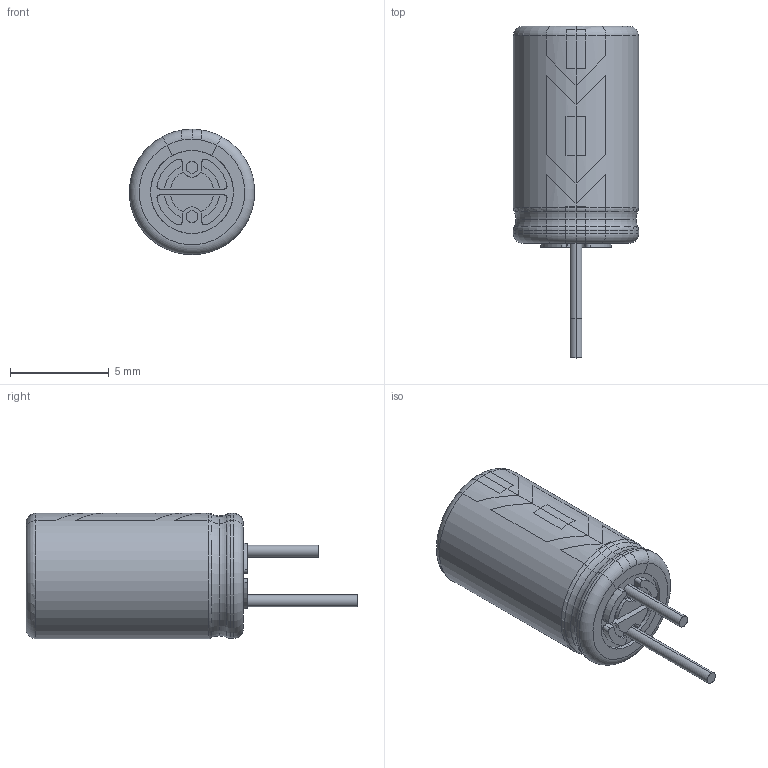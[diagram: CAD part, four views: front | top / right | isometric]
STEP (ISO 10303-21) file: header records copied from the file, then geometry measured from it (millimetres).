
FILE_DESCRIPTION (( 'STEP AP214' ), '1' );
FILE_NAME ('CAP PR2.5x6.3x11mm.STEP', '2013-11-20T14:20:59', ( '' ), ( '' ), 'SwSTEP 2.0', 'SolidWorks 2012', '' );
FILE_SCHEMA (( 'AUTOMOTIVE_DESIGN' ));
Length unit declared in the file: millimetre
Products named in the file (1): CAP PR2.5x6.3x11mm
Bounding box: 6.34 x 16.8 x 6.35 mm (x, y, z)
Volume: 346.6 mm3; surface area: 308.8 mm2
Topology: 1 solids, 1 shells, 120 faces, 312 edges, 198 vertices
Faces by surface type: cylinder 50, plane 40, torus 30
Entity records: 4824 total; most frequent: CARTESIAN_POINT 755, DIRECTION 666, ORIENTED_EDGE 624, EDGE_CURVE 312, AXIS2_PLACEMENT_3D 261, VERTEX_POINT 198, LINE 144, VECTOR 144
